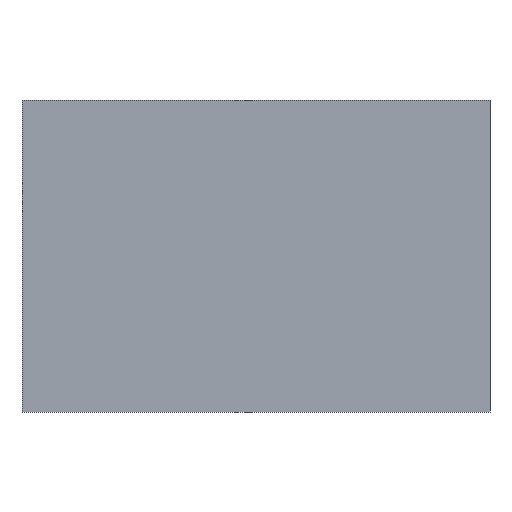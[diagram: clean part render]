
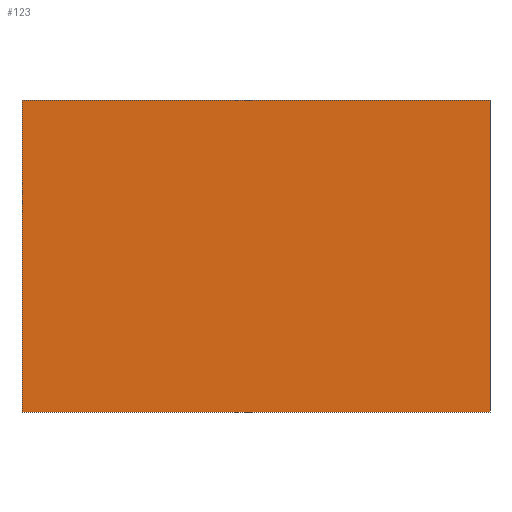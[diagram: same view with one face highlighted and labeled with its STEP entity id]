
A CAD part, front view. The second image highlights one B-rep face of the part: STEP entity #123.
In plain terms, the highlighted planar face has unit normal (0, -1, 0).
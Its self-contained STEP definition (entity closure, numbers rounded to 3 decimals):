
#3 = DIRECTION ( 'NONE',  ( 0., 0., 1. ) ) ;
#8 = AXIS2_PLACEMENT_3D ( 'NONE', #94, #152, #3 ) ;
#9 = ORIENTED_EDGE ( 'NONE', *, *, #168, .F. ) ;
#19 = DIRECTION ( 'NONE',  ( 1., 0., 0. ) ) ;
#26 = DIRECTION ( 'NONE',  ( -1., 0., 0. ) ) ;
#31 = LINE ( 'NONE', #177, #144 ) ;
#32 = PLANE ( 'NONE',  #8 ) ;
#36 = VECTOR ( 'NONE', #119, 1000. ) ;
#48 = LINE ( 'NONE', #108, #138 ) ;
#51 = CARTESIAN_POINT ( 'NONE',  ( 30., 0., 20. ) ) ;
#52 = DIRECTION ( 'NONE',  ( 0., 0., 1. ) ) ;
#61 = VECTOR ( 'NONE', #26, 1000. ) ;
#62 = EDGE_CURVE ( 'NONE', #86, #82, #158, .T. ) ;
#66 = CARTESIAN_POINT ( 'NONE',  ( -30., 0., 20. ) ) ;
#69 = VERTEX_POINT ( 'NONE', #66 ) ;
#74 = EDGE_CURVE ( 'NONE', #82, #171, #125, .T. ) ;
#76 = ORIENTED_EDGE ( 'NONE', *, *, #74, .F. ) ;
#79 = CARTESIAN_POINT ( 'NONE',  ( 30., 0., 20. ) ) ;
#81 = EDGE_LOOP ( 'NONE', ( #9, #76, #147, #104 ) ) ;
#82 = VERTEX_POINT ( 'NONE', #122 ) ;
#86 = VERTEX_POINT ( 'NONE', #79 ) ;
#94 = CARTESIAN_POINT ( 'NONE',  ( 0., 0., 0. ) ) ;
#104 = ORIENTED_EDGE ( 'NONE', *, *, #109, .F. ) ;
#107 = FACE_OUTER_BOUND ( 'NONE', #81, .T. ) ;
#108 = CARTESIAN_POINT ( 'NONE',  ( 30., 0., 20. ) ) ;
#109 = EDGE_CURVE ( 'NONE', #69, #86, #48, .T. ) ;
#119 = DIRECTION ( 'NONE',  ( 0., 0., -1. ) ) ;
#122 = CARTESIAN_POINT ( 'NONE',  ( 30., 0., -20. ) ) ;
#123 = ADVANCED_FACE ( 'NONE', ( #107 ), #32, .F. ) ;
#125 = LINE ( 'NONE', #157, #61 ) ;
#138 = VECTOR ( 'NONE', #19, 1000. ) ;
#144 = VECTOR ( 'NONE', #52, 1000. ) ;
#147 = ORIENTED_EDGE ( 'NONE', *, *, #62, .F. ) ;
#152 = DIRECTION ( 'NONE',  ( 0., 1., 0. ) ) ;
#157 = CARTESIAN_POINT ( 'NONE',  ( 30., 0., -20. ) ) ;
#158 = LINE ( 'NONE', #51, #36 ) ;
#168 = EDGE_CURVE ( 'NONE', #171, #69, #31, .T. ) ;
#171 = VERTEX_POINT ( 'NONE', #180 ) ;
#177 = CARTESIAN_POINT ( 'NONE',  ( -30., 0., 20. ) ) ;
#180 = CARTESIAN_POINT ( 'NONE',  ( -30., 0., -20. ) ) ;
